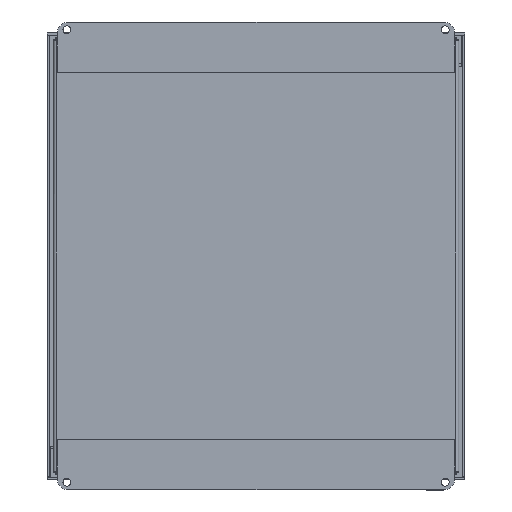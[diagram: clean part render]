
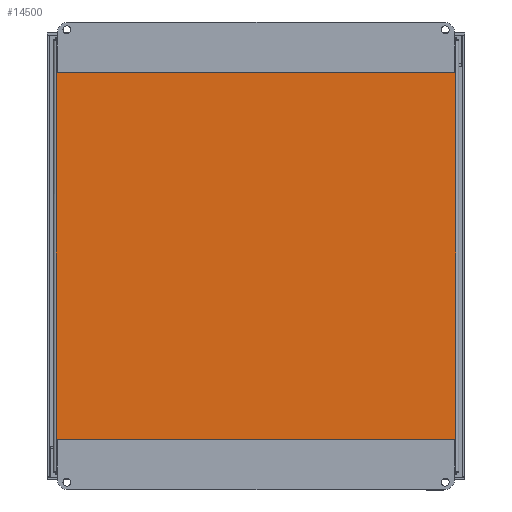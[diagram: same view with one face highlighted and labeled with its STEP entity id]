
A CAD part, top view. The second image highlights one B-rep face of the part: STEP entity #14500.
In plain terms, the highlighted face is planar.
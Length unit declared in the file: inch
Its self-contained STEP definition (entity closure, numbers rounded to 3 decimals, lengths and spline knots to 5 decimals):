
#1589=FACE_OUTER_BOUND('',#2412,.T.);
#2412=EDGE_LOOP('',(#12230,#12231,#12232,#12233));
#3883=LINE('',#23700,#5374);
#3889=LINE('',#23781,#5380);
#3893=LINE('',#23858,#5384);
#3898=LINE('',#23936,#5389);
#5374=VECTOR('',#18867,13.7895);
#5380=VECTOR('',#18881,12.7895);
#5384=VECTOR('',#18891,13.7895);
#5389=VECTOR('',#18904,12.7895);
#6656=VERTEX_POINT('',#23691);
#6657=VERTEX_POINT('',#23699);
#6660=VERTEX_POINT('',#23773);
#6662=VERTEX_POINT('',#23850);
#8522=EDGE_CURVE('',#6657,#6656,#3883,.T.);
#8532=EDGE_CURVE('',#6656,#6660,#3889,.T.);
#8540=EDGE_CURVE('',#6660,#6662,#3893,.T.);
#8549=EDGE_CURVE('',#6662,#6657,#3898,.T.);
#12230=ORIENTED_EDGE('',*,*,#8522,.T.);
#12231=ORIENTED_EDGE('',*,*,#8532,.T.);
#12232=ORIENTED_EDGE('',*,*,#8540,.T.);
#12233=ORIENTED_EDGE('',*,*,#8549,.T.);
#13206=PLANE('',#15528);
#14500=ADVANCED_FACE('',(#1589),#13206,.F.);
#15528=AXIS2_PLACEMENT_3D('',#24002,#18911,#18912);
#18867=DIRECTION('',(0.,-1.,0.));
#18881=DIRECTION('',(-1.,0.,0.));
#18891=DIRECTION('',(0.,1.,0.));
#18904=DIRECTION('',(1.,0.,0.));
#18911=DIRECTION('center_axis',(0.,0.,1.));
#18912=DIRECTION('ref_axis',(1.,0.,0.));
#23691=CARTESIAN_POINT('',(12.89475,0.10525,0.));
#23699=CARTESIAN_POINT('',(12.89475,13.89475,0.));
#23700=CARTESIAN_POINT('',(12.89475,10.44738,0.));
#23773=CARTESIAN_POINT('',(0.10525,0.10525,0.));
#23781=CARTESIAN_POINT('',(9.69738,0.10525,0.));
#23850=CARTESIAN_POINT('',(0.10525,13.89475,0.));
#23858=CARTESIAN_POINT('',(0.10525,3.55263,0.));
#23936=CARTESIAN_POINT('',(3.30263,13.89475,0.));
#24002=CARTESIAN_POINT('Origin',(6.5,7.,0.));
